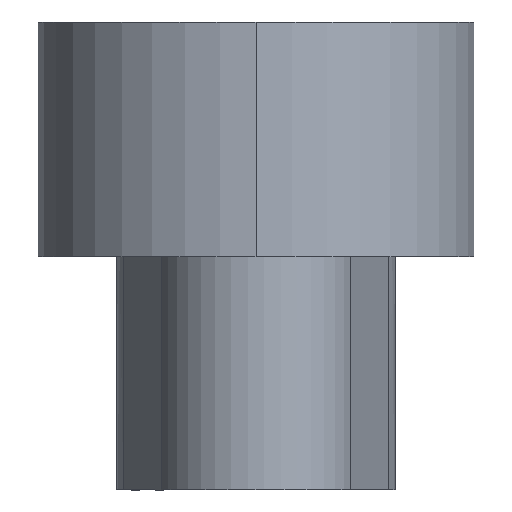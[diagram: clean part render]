
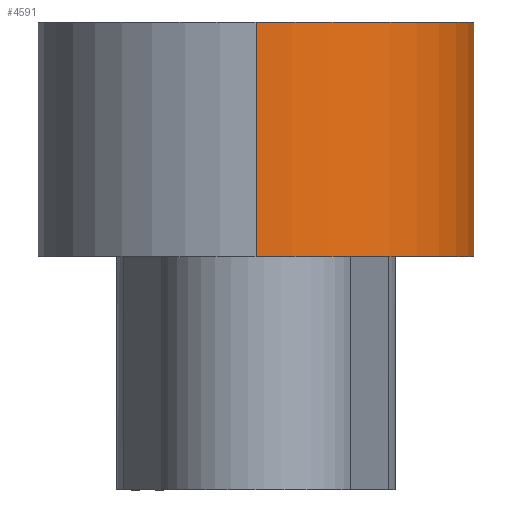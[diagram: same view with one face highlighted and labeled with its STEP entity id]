
A CAD part, left-side view. The second image highlights one B-rep face of the part: STEP entity #4591.
In plain terms, the highlighted cylindrical face has radius 66.675 mm (diameter 133.35 mm), a partial arc.
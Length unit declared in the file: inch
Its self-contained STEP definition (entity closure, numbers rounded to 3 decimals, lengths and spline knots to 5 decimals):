
#75 = CIRCLE ( 'NONE', #3922, 2.625 ) ;
#214 = VERTEX_POINT ( 'NONE', #6975 ) ;
#538 = EDGE_CURVE ( 'NONE', #7908, #7639, #4630, .T. ) ;
#703 = DIRECTION ( 'NONE',  ( 0., 0., 1. ) ) ;
#906 = ORIENTED_EDGE ( 'NONE', *, *, #538, .T. ) ;
#1212 = FACE_OUTER_BOUND ( 'NONE', #4923, .T. ) ;
#1774 = CIRCLE ( 'NONE', #6896, 2.625 ) ;
#2055 = CARTESIAN_POINT ( 'NONE',  ( 1.77155, -1.93707, 2.5725 ) ) ;
#2105 = VECTOR ( 'NONE', #7254, 39.37008 ) ;
#2310 = DIRECTION ( 'NONE',  ( -1., 0., 0. ) ) ;
#2745 = ORIENTED_EDGE ( 'NONE', *, *, #3889, .T. ) ;
#2825 = CARTESIAN_POINT ( 'NONE',  ( 1.77155, -1.93707, 2.5725 ) ) ;
#2867 = DIRECTION ( 'NONE',  ( 0., 0., -1. ) ) ;
#2917 = VECTOR ( 'NONE', #2867, 39.37008 ) ;
#2955 = EDGE_CURVE ( 'NONE', #7908, #7036, #75, .T. ) ;
#3114 = DIRECTION ( 'NONE',  ( 0., 0., 1. ) ) ;
#3836 = CARTESIAN_POINT ( 'NONE',  ( -2.625, 0., 2.5725 ) ) ;
#3889 = EDGE_CURVE ( 'NONE', #214, #7036, #5090, .T. ) ;
#3922 = AXIS2_PLACEMENT_3D ( 'NONE', #6928, #3114, #7555 ) ;
#4201 = DIRECTION ( 'NONE',  ( 0., 0., -1. ) ) ;
#4490 = CARTESIAN_POINT ( 'NONE',  ( 0., 0., -0.25 ) ) ;
#4525 = AXIS2_PLACEMENT_3D ( 'NONE', #6121, #4201, #2310 ) ;
#4591 = ADVANCED_FACE ( 'NONE', ( #1212 ), #6051, .T. ) ;
#4630 = LINE ( 'NONE', #6657, #2917 ) ;
#4701 = ORIENTED_EDGE ( 'NONE', *, *, #2955, .F. ) ;
#4923 = EDGE_LOOP ( 'NONE', ( #4701, #906, #6023, #2745 ) ) ;
#5090 = LINE ( 'NONE', #2825, #2105 ) ;
#5123 = DIRECTION ( 'NONE',  ( 1., 0., 0. ) ) ;
#6023 = ORIENTED_EDGE ( 'NONE', *, *, #6327, .T. ) ;
#6051 = CYLINDRICAL_SURFACE ( 'NONE', #4525, 2.625 ) ;
#6121 = CARTESIAN_POINT ( 'NONE',  ( 0., 0., 2.5725 ) ) ;
#6327 = EDGE_CURVE ( 'NONE', #7639, #214, #1774, .T. ) ;
#6657 = CARTESIAN_POINT ( 'NONE',  ( -2.625, 0., 2.5725 ) ) ;
#6896 = AXIS2_PLACEMENT_3D ( 'NONE', #4490, #703, #5123 ) ;
#6928 = CARTESIAN_POINT ( 'NONE',  ( 0., 0., 2.5725 ) ) ;
#6975 = CARTESIAN_POINT ( 'NONE',  ( 1.77155, -1.93707, -0.25 ) ) ;
#7036 = VERTEX_POINT ( 'NONE', #2055 ) ;
#7254 = DIRECTION ( 'NONE',  ( 0., 0., 1. ) ) ;
#7555 = DIRECTION ( 'NONE',  ( 1., 0., 0. ) ) ;
#7639 = VERTEX_POINT ( 'NONE', #7953 ) ;
#7908 = VERTEX_POINT ( 'NONE', #3836 ) ;
#7953 = CARTESIAN_POINT ( 'NONE',  ( -2.625, 0., -0.25 ) ) ;
